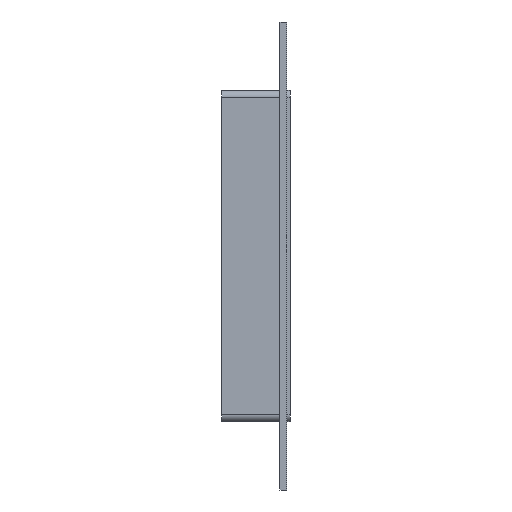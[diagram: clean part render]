
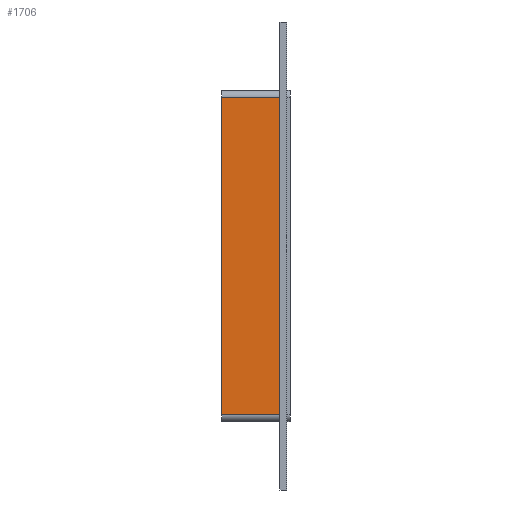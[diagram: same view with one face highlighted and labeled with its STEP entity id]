
A CAD part, left-side view. The second image highlights one B-rep face of the part: STEP entity #1706.
In plain terms, the highlighted planar face has unit normal (-1, 0, 0).
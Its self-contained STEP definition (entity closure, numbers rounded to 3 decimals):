
#995=CARTESIAN_POINT('',(-196.75,6.,-139.0));
#996=VERTEX_POINT('',#995);
#1046=CARTESIAN_POINT('',(-196.75,6.,139.0));
#1047=VERTEX_POINT('',#1046);
#1055=CARTESIAN_POINT('',(-196.75,6.,-139.0));
#1056=DIRECTION('',(0.0,0.0,1.0));
#1057=VECTOR('',#1056,278.0);
#1058=LINE('',#1055,#1057);
#1059=EDGE_CURVE('',#996,#1047,#1058,.T.);
#1664=CARTESIAN_POINT('',(-196.75,57.0,-139.0));
#1665=VERTEX_POINT('',#1664);
#1666=CARTESIAN_POINT('',(-196.75,6.,-139.0));
#1667=DIRECTION('',(0.0,1.0,0.0));
#1668=VECTOR('',#1667,51.0);
#1669=LINE('',#1666,#1668);
#1670=EDGE_CURVE('',#996,#1665,#1669,.T.);
#1683=CARTESIAN_POINT('',(-196.75,0.0,-145.0));
#1684=DIRECTION('',(-1.0,0.0,0.0));
#1685=DIRECTION('',(0.0,0.0,1.0));
#1686=AXIS2_PLACEMENT_3D('',#1683,#1684,#1685);
#1687=PLANE('',#1686);
#1688=ORIENTED_EDGE('',*,*,#1059,.T.);
#1689=CARTESIAN_POINT('',(-196.75,57.0,139.0));
#1690=VERTEX_POINT('',#1689);
#1691=CARTESIAN_POINT('',(-196.75,57.0,139.0));
#1692=DIRECTION('',(0.0,-1.0,0.0));
#1693=VECTOR('',#1692,51.0);
#1694=LINE('',#1691,#1693);
#1695=EDGE_CURVE('',#1690,#1047,#1694,.T.);
#1696=ORIENTED_EDGE('',*,*,#1695,.F.);
#1697=CARTESIAN_POINT('',(-196.75,57.0,-139.0));
#1698=DIRECTION('',(0.0,0.0,1.0));
#1699=VECTOR('',#1698,278.0);
#1700=LINE('',#1697,#1699);
#1701=EDGE_CURVE('',#1665,#1690,#1700,.T.);
#1702=ORIENTED_EDGE('',*,*,#1701,.F.);
#1703=ORIENTED_EDGE('',*,*,#1670,.F.);
#1704=EDGE_LOOP('',(#1688,#1696,#1702,#1703));
#1705=FACE_OUTER_BOUND('',#1704,.T.);
#1706=ADVANCED_FACE('',(#1705),#1687,.T.);
